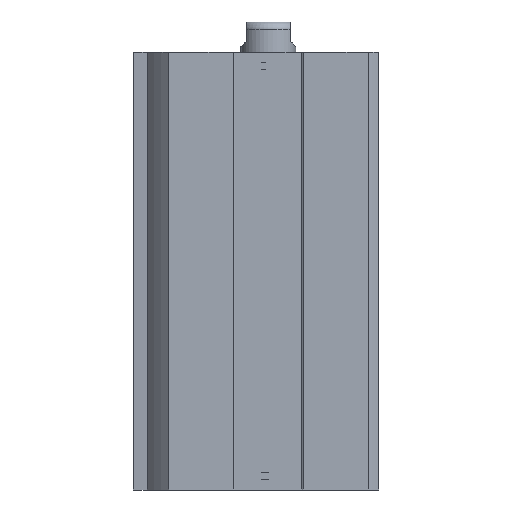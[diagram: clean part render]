
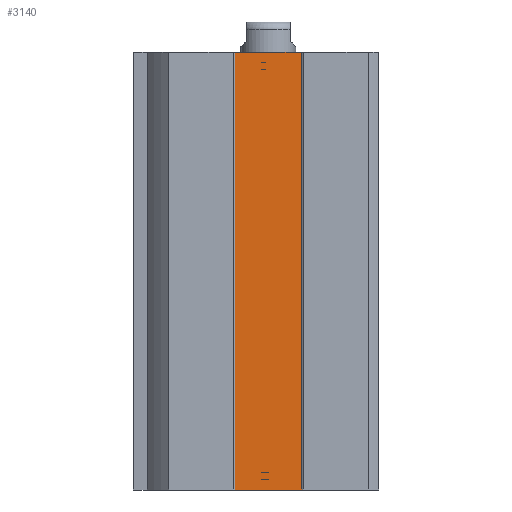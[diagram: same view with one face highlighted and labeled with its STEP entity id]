
A CAD part, left-side view. The second image highlights one B-rep face of the part: STEP entity #3140.
In plain terms, the highlighted planar face has unit normal (-1, 0, 0).
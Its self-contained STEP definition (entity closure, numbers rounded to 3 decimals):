
#1102=CARTESIAN_POINT('',(-14.8,6.124,79.5));
#1103=VERTEX_POINT('',#1102);
#1111=CARTESIAN_POINT('',(-14.8,-6.124,79.5));
#1112=VERTEX_POINT('',#1111);
#1113=CARTESIAN_POINT('',(-14.8,6.124,79.5));
#1114=DIRECTION('',(0.0,-1.0,0.0));
#1115=VECTOR('',#1114,12.247);
#1116=LINE('',#1113,#1115);
#1117=EDGE_CURVE('',#1103,#1112,#1116,.T.);
#1506=CARTESIAN_POINT('',(-14.8,-6.124,0.0));
#1507=VERTEX_POINT('',#1506);
#1515=CARTESIAN_POINT('',(-14.8,6.124,0.0));
#1516=VERTEX_POINT('',#1515);
#1517=CARTESIAN_POINT('',(-14.8,-6.124,0.0));
#1518=DIRECTION('',(0.0,1.0,0.0));
#1519=VECTOR('',#1518,12.247);
#1520=LINE('',#1517,#1519);
#1521=EDGE_CURVE('',#1507,#1516,#1520,.T.);
#3119=CARTESIAN_POINT('',(-14.8,-6.124,79.5));
#3120=DIRECTION('',(1.0,0.0,0.0));
#3121=DIRECTION('',(0.0,0.0,1.0));
#3122=AXIS2_PLACEMENT_3D('',#3119,#3120,#3121);
#3123=PLANE('',#3122);
#3124=ORIENTED_EDGE('',*,*,#1521,.F.);
#3125=CARTESIAN_POINT('',(-14.8,-6.124,79.5));
#3126=DIRECTION('',(0.0,0.0,-1.0));
#3127=VECTOR('',#3126,79.5);
#3128=LINE('',#3125,#3127);
#3129=EDGE_CURVE('',#1112,#1507,#3128,.T.);
#3130=ORIENTED_EDGE('',*,*,#3129,.F.);
#3131=ORIENTED_EDGE('',*,*,#1117,.F.);
#3132=CARTESIAN_POINT('',(-14.8,6.124,79.5));
#3133=DIRECTION('',(0.0,0.0,-1.0));
#3134=VECTOR('',#3133,79.5);
#3135=LINE('',#3132,#3134);
#3136=EDGE_CURVE('',#1103,#1516,#3135,.T.);
#3137=ORIENTED_EDGE('',*,*,#3136,.T.);
#3138=EDGE_LOOP('',(#3124,#3130,#3131,#3137));
#3139=FACE_OUTER_BOUND('',#3138,.T.);
#3140=ADVANCED_FACE('',(#3139),#3123,.F.);
